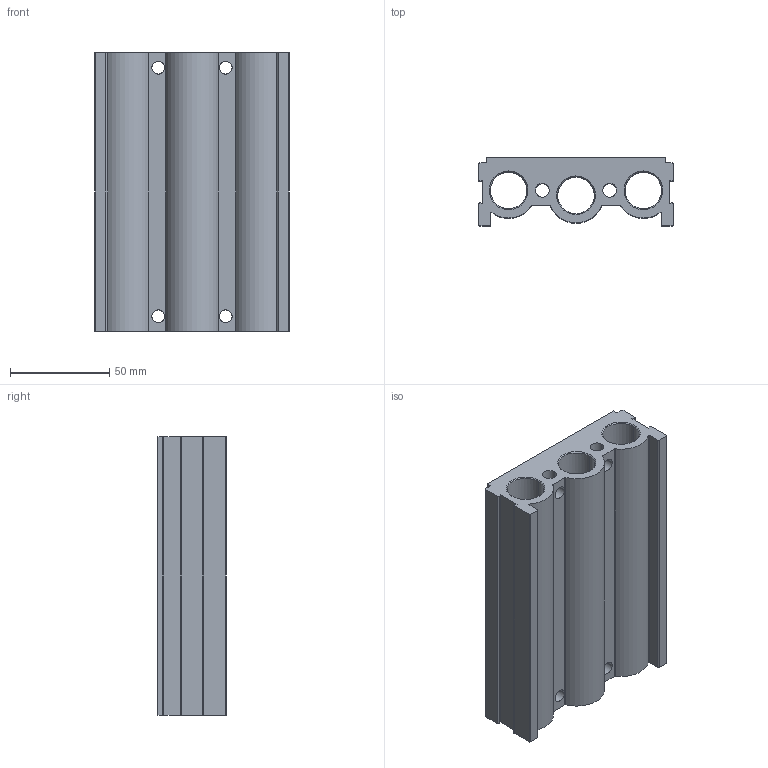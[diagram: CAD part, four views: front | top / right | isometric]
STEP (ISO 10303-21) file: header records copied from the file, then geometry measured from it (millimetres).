
FILE_DESCRIPTION (( 'STEP AP203' ), '1' );
FILE_NAME ('mf6500-03.step', '2019-10-17T07:51:53', ( 'yrd8' ), ( 'Hewlett-Packard Company' ), 'SwSTEP 2.0', 'SolidWorks 2008', '' );
FILE_SCHEMA (( 'CONFIG_CONTROL_DESIGN' ));
Length unit declared in the file: millimetre
Products named in the file (1): mf6500-03
Bounding box: 98 x 34.5 x 140.5 mm (x, y, z)
Volume: 235407.4 mm3; surface area: 79981.4 mm2
Topology: 1 solids, 1 shells, 149 faces, 402 edges, 264 vertices
Faces by surface type: cylinder 93, plane 44, cone 12
Entity records: 6265 total; most frequent: CARTESIAN_POINT 2290, DIRECTION 820, ORIENTED_EDGE 804, EDGE_CURVE 402, AXIS2_PLACEMENT_3D 320, VERTEX_POINT 264, EDGE_LOOP 202, LINE 180
